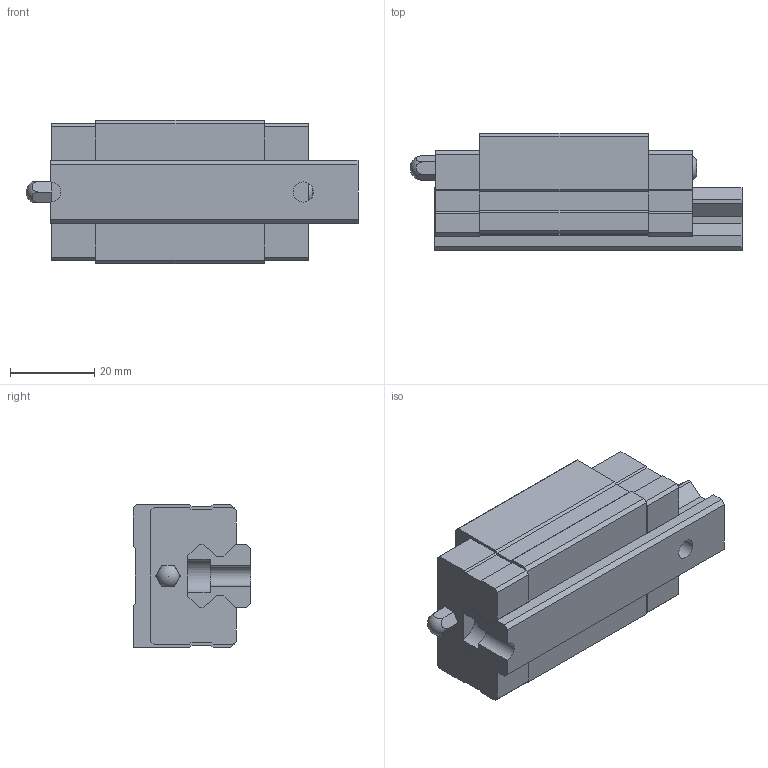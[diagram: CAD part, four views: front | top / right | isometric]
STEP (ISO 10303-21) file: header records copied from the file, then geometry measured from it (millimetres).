
FILE_DESCRIPTION(/* description */ ('STEP AP214'),/* implementation_level */ '2;1');
FILE_NAME(/* name */ 'LSH15HN1X73S0AN-M4',/* time_stamp */ '2022-10-31T20:05:13+01:00',/* author */ ('License CC BY-ND 4.0'),/* organization */ ('CADENAS'),/* preprocessor_version */ 'ST-DEVELOPER v18.102',/* originating_system */ 'PARTsolutions',/* authorisation */ ' ');
FILE_SCHEMA (('AUTOMOTIVE_DESIGN {1 0 10303 214 3 1 1}'));
Length unit declared in the file: millimetre
Products named in the file (4): LSH15HN1X73S0AN-M4; LSH15BK-HN-N-A-M4; LSH15RLX73-S0-N-D; LSH15HN1X73S0AN-M4_d
Assembly tree (3 placements, depth 2):
  LSH15HN1X73S0AN-M4
    LSH15BK-HN-N-A-M4
    LSH15RLX73-S0-N-D
    LSH15HN1X73S0AN-M4_d
Bounding box: 78.9 x 28 x 34 mm (x, y, z)
Volume: 50903.8 mm3; surface area: 15023.9 mm2
Topology: 2 solids, 2 shells, 130 faces, 348 edges, 230 vertices
Faces by surface type: plane 116, cylinder 8, cone 4, sphere 1, torus 1
Full cylindrical faces by diameter (mm): 3.242 x4, 4.8 x1, 8 x1
Entity records: 4021 total; most frequent: CARTESIAN_POINT 698, ORIENTED_EDGE 670, DIRECTION 631, EDGE_CURVE 335, LINE 307, VECTOR 307, VERTEX_POINT 228, AXIS2_PLACEMENT_3D 162
